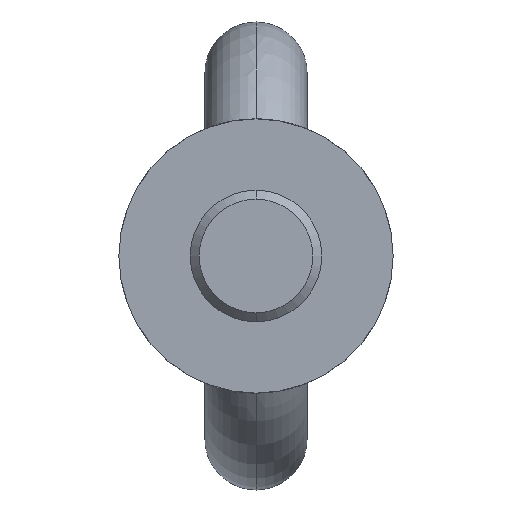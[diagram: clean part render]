
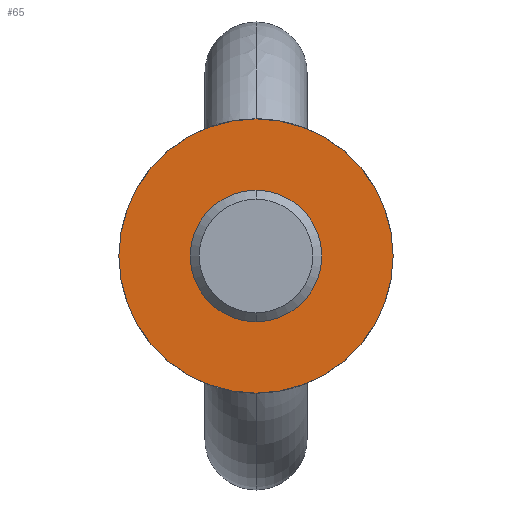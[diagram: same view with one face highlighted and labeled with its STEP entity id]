
A CAD part, front view. The second image highlights one B-rep face of the part: STEP entity #65.
In plain terms, the highlighted planar face has unit normal (0, -1, 0).
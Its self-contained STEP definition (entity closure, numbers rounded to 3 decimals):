
#65=ADVANCED_FACE('',(#105,#106),#107,.T.);
#105=FACE_OUTER_BOUND('',#146,.T.);
#106=FACE_BOUND('',#147,.T.);
#107=PLANE('',#148);
#146=EDGE_LOOP('',(#290,#291));
#147=EDGE_LOOP('',(#292,#293));
#148=AXIS2_PLACEMENT_3D('',#294,#295,#296);
#290=ORIENTED_EDGE('',*,*,#321,.T.);
#291=ORIENTED_EDGE('',*,*,#339,.T.);
#292=ORIENTED_EDGE('',*,*,#313,.F.);
#293=ORIENTED_EDGE('',*,*,#340,.F.);
#294=CARTESIAN_POINT('',(0.0,0.0,26.523));
#295=DIRECTION('',(0.0,-1.0,0.0));
#296=DIRECTION('',(0.0,0.0,-1.0));
#313=EDGE_CURVE('',#367,#370,#371,.T.);
#321=EDGE_CURVE('',#375,#382,#384,.T.);
#339=EDGE_CURVE('',#382,#375,#408,.T.);
#340=EDGE_CURVE('',#370,#367,#409,.T.);
#367=VERTEX_POINT('',#522);
#370=VERTEX_POINT('',#526);
#371=CIRCLE('',#527,15.545);
#375=VERTEX_POINT('',#532);
#382=VERTEX_POINT('',#574);
#384=CIRCLE('',#577,37.5);
#408=CIRCLE('',#657,37.5);
#409=CIRCLE('',#658,15.545);
#522=CARTESIAN_POINT('',(0.0,0.0,15.545));
#526=CARTESIAN_POINT('',(0.,0.0,-15.545));
#527=AXIS2_PLACEMENT_3D('',#689,#690,#691);
#532=CARTESIAN_POINT('',(0.0,0.0,37.5));
#574=CARTESIAN_POINT('',(0.,0.0,-37.5));
#577=AXIS2_PLACEMENT_3D('',#701,#702,#703);
#657=AXIS2_PLACEMENT_3D('',#737,#738,#739);
#658=AXIS2_PLACEMENT_3D('',#740,#741,#742);
#689=CARTESIAN_POINT('',(0.0,0.0,0.0));
#690=DIRECTION('',(0.0,-1.0,0.0));
#691=DIRECTION('',(0.0,0.0,1.0));
#701=CARTESIAN_POINT('',(0.0,0.0,0.0));
#702=DIRECTION('',(0.0,-1.0,0.0));
#703=DIRECTION('',(0.0,0.0,1.0));
#737=CARTESIAN_POINT('',(0.0,0.0,0.0));
#738=DIRECTION('',(0.0,-1.0,0.0));
#739=DIRECTION('',(0.0,0.0,1.0));
#740=CARTESIAN_POINT('',(0.0,0.0,0.0));
#741=DIRECTION('',(0.0,-1.0,0.0));
#742=DIRECTION('',(0.0,0.0,1.0));
